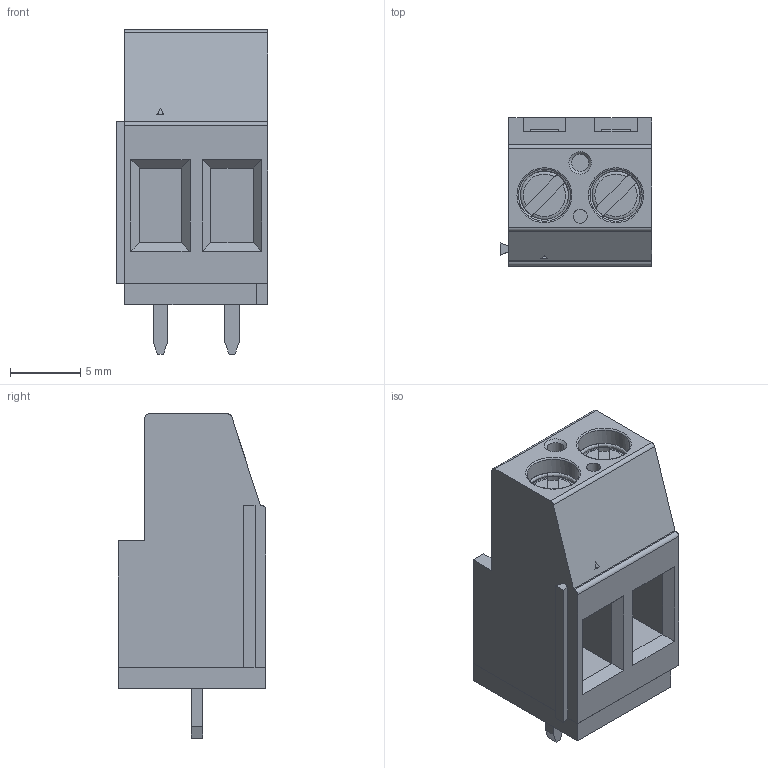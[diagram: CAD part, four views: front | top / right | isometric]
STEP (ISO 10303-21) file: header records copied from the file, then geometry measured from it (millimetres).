
FILE_DESCRIPTION(/* description */ (''),/* implementation_level */ '2;1');
FILE_NAME(/* name */ 'W237-132.step',/* time_stamp */ '2023-01-03T18:05:07+01:00',/* author */ (''),/* organization */ (''),/* preprocessor_version */ 'ST-DEVELOPER v19.2',/* originating_system */ 'Autodesk Translation Framework v11.17.0.187',/* authorisation */ '');
FILE_SCHEMA (('AUTOMOTIVE_DESIGN { 1 0 10303 214 3 1 1 }'));
Length unit declared in the file: millimetre
Products named in the file (1): W237-132
Bounding box: 10.76 x 10.5 x 23 mm (x, y, z)
Volume: 1518 mm3; surface area: 1386.8 mm2
Topology: 1 solids, 1 shells, 418 faces, 1105 edges, 731 vertices
Faces by surface type: plane 222, bspline 178, cylinder 11, torus 6, cone 1
Full cylindrical faces by diameter (mm): 1 x1, 1.2 x1, 3.6 x2, 3.7 x4
Entity records: 21895 total; most frequent: CARTESIAN_POINT 12293, ORIENTED_EDGE 2210, DIRECTION 1308, EDGE_CURVE 1105, VERTEX_POINT 731, LINE 704, VECTOR 704, EDGE_LOOP 460
